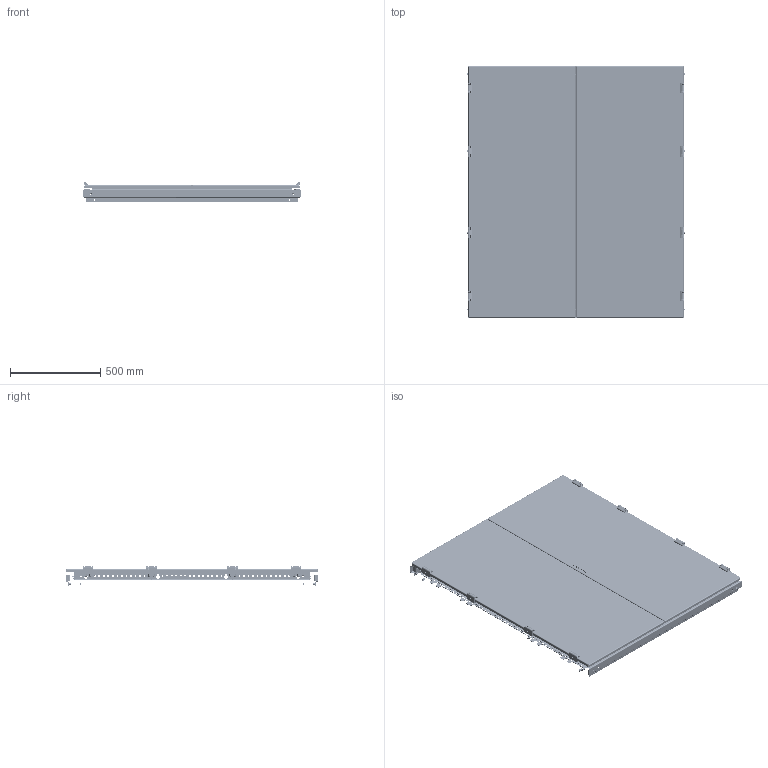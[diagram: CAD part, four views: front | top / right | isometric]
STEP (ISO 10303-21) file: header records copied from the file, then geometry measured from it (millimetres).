
FILE_DESCRIPTION (( 'STEP AP214' ), '1' );
FILE_NAME ('Ñâàðíàÿ ðàìà ñî ñòàëüíîé äâåðüþ W1200H1400.STEP', '2024-08-21T06:44:42', ( '' ), ( '' ), 'SwSTEP 2.0', 'SolidWorks 2021', '' );
FILE_SCHEMA (( 'AUTOMOTIVE_DESIGN' ));
Length unit declared in the file: millimetre
Products named in the file (48): ﾒ聰-2 ﾌﾊ-20 H1400; 项蜞轫铋 忤眚 DIN 7991 󊬱6; Äâåðíîé ïðîôèëü ÌÊ 20 W600; Òÿãà TS-002 H1400; Äâåðíîé ïðîôèëü ÌÊ 20 Í1400; Áîáûøêà; Øïèëüêà ïðèâàðíàÿ Ì6õ16; Ãàéêà DIN934- Ì8-Zn; 鎗鵻罻; ﾇ璋襃; Áîêîâîé ïðîôèëü H1400; Çàêëåïêà ðåçüáîâàÿ Ì8 øåñòèãðàííàÿ ñ óìåíüøåííûì áîðòîì; Øïèëüêà ïðèâàðíàÿ Ì6õ25; 嵑謺麃 2; Ñâàðíàÿ ðàìà W1200H1400; Äâåðü ëåâàÿ ÑÁ W600H1400; Âèíò Ì5õ10 ñ ïîëóêð. ãîëîâêîé; Ãàñêåòèíã äâåðè W600H1400; 嵑謺麃 1; Äâåðü ïðàâàÿ ÑÁ W600H1400; 604.000-1; 604.000; Øïèëüêà ïðèâàðíàÿ Ì6õ10; 600.000; 嵑謺麃 CL213-3; ﾇ瑟鶴 TS-002; Ãîðèçîíòàëüíûé ïðîôèëü W1200; Âèíò Ì5õ10 ìåáåëüíûé; Äâåðíîå ïîëîòíî ëåâîå ÌÊ-20 W600H1400; 604.000-2; Ãîðèçîíòàëüíûé ïðîôèëü1 W1200; Øïèëüêà ïðèâàðíàÿ Ì8õ16; Çàãëóøêà òÿãè; 嵑謺麃 CL213-3.2; Ãàñêåòèíã ëåâîé äâåðè W600H1400; Çàêëåïêà ðåçüáîâàÿ Ì6 øåñòèãðàííàÿ ñ óìåíüøåííûì áîðòîì; Ãàéêà êîëïà÷êîâàÿ M5 DIN 1587; ﾇ璋襃 TS-002-2; Áîêîâîé ïðîôèëü1 H1400; Äâåðíîå ïîëîòíî ÌÊ-20 W600H1400 ...
Assembly tree (228 placements, depth 4):
  Ñâàðíàÿ ðàìà ñî ñòàëüíîé äâåðüþ W1200H1400
    Äâåðü ïðàâàÿ ÑÁ W600H1400
      Äâåðíîå ïîëîòíî ÌÊ-20 W600H1400
      Ãàñêåòèíã äâåðè W600H1400
      Äâåðíîé ïðîôèëü ÌÊ 20 Í1400  x2
      Äâåðíîé ïðîôèëü ÌÊ 20 W600  x2
      ﾒ聰-2 ﾌﾊ-20 H1400
      Øïèëüêà ïðèâàðíàÿ Ì6õ16  x2
      Øïèëüêà ïðèâàðíàÿ Ì6õ25  x14
      Øïèëüêà ïðèâàðíàÿ Ì6õ10  x4
      Ãàéêà DIN934- Ì8-Zn  x14
      Çàãëóøêà òÿãè  x4
      Óãîëîê äâåðíîé  x4
    Äâåðü ëåâàÿ ÑÁ W600H1400
      Äâåðíîå ïîëîòíî ëåâîå ÌÊ-20 W600H1400
      Ãàñêåòèíã ëåâîé äâåðè W600H1400
      Äâåðíîé ïðîôèëü ÌÊ 20 W600  x2
      Äâåðíîé ïðîôèëü ÌÊ 20 Í1400  x2
      ﾇ瑟鶴 TS-002 H1400
        Òÿãà TS-002 H1400  x2
        ﾇ瑟鶴 TS-002
        ﾇ璋襃 TS-002
        ﾇ璋襃 TS-002-2
        Âèíò Ì5õ10 ñ ïîëóêð. ãîëîâêîé  x2
      ﾇ璋襃  x4
      Âèíò Ì5õ10 ìåáåëüíûé  x8
      Ãàéêà êîëïà÷êîâàÿ M5 DIN 1587  x8
      Øïèëüêà ïðèâàðíàÿ Ì6õ25  x16
      Ãàéêà DIN934- Ì6-Zn  x14
      Øïèëüêà ïðèâàðíàÿ Ì6õ16  x2
      Øïèëüêà ïðèâàðíàÿ Ì8õ16  x2
      Ãàéêà Ì6 äëÿ øïèëüêè  x2
      Ãàéêà DIN934- Ì8-Zn  x2
      Óãîëîê äâåðíîé  x4
    Ñâàðíàÿ ðàìà W1200H1400
      Ãîðèçîíòàëüíûé ïðîôèëü W1200  x2
        Ãîðèçîíòàëüíûé ïðîôèëü1 W1200
        Ãîðèçîíòàëüíûé ïðîôèëü2 W1200
        600.000
        Áîáûøêà
      Áîêîâîé ïðîôèëü H1400  x2
        Áîêîâîé ïðîôèëü1 H1400
        Áîêîâîé ïðîôèëü2 H1400
      Çàêëåïêà ðåçüáîâàÿ Ì8 øåñòèãðàííàÿ ñ óìåíüøåííûì áîðòîì  x8
      Çàêëåïêà ðåçüáîâàÿ Ì6 øåñòèãðàííàÿ ñ óìåíüøåííûì áîðòîì  x26
    嵑謺麃 CL213-3  x4
      鎗鵻罻
      嵑謺麃 1
      嵑謺麃 2
    项蜞轫铋 忤眚 DIN 7991 󊬱6  x16
    Âèíò Ì5õ10 ìåáåëüíûé  x16
    嵑謺麃 CL213-3.2  x4
      鎗鵻罻
      嵑謺麃 1
      嵑謺麃 2
    604.000  x2
      604.000-1
      604.000-2
    Âèíò Ì5õ10 ñ ïîëóêð. ãîëîâêîé  x4
Bounding box: 1201.2 x 1396 x 106.7 mm (x, y, z)
Volume: 6766973.9 mm3; surface area: 6716946.6 mm2
Topology: 241 solids, 241 shells, 13282 faces, 35444 edges, 22629 vertices
Faces by surface type: plane 5969, cylinder 5453, cone 1324, bspline 366, torus 138, sphere 32
Entity records: 147274 total; most frequent: CARTESIAN_POINT 38121, ORIENTED_EDGE 21252, DIRECTION 20937, EDGE_CURVE 10626, VECTOR 7029, LINE 7029, AXIS2_PLACEMENT_3D 6954, VERTEX_POINT 6889
